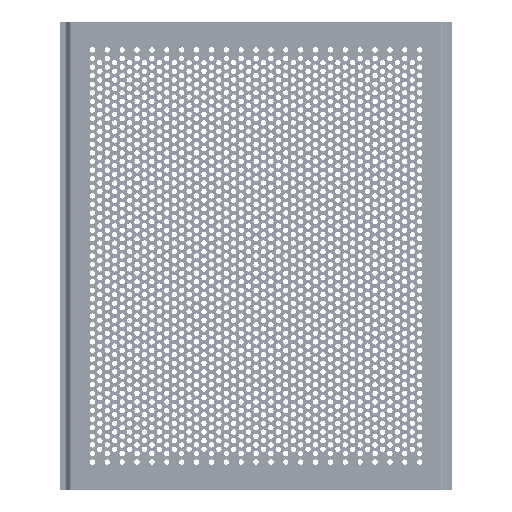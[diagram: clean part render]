
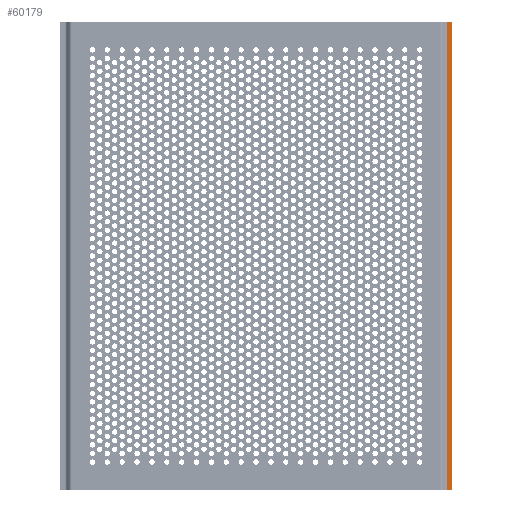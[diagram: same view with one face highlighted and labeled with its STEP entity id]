
A CAD part, top view. The second image highlights one B-rep face of the part: STEP entity #60179.
In plain terms, the highlighted planar face has unit normal (0, 0, 1).
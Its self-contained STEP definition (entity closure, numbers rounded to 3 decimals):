
#59965=CARTESIAN_POINT('',(88.914,109.0,-1.));
#59966=VERTEX_POINT('',#59965);
#59975=CARTESIAN_POINT('',(91.5,109.0,-1.));
#59976=VERTEX_POINT('',#59975);
#59977=CARTESIAN_POINT('',(91.5,109.0,-1.));
#59978=DIRECTION('',(-1.0,0.0,0.0));
#59979=VECTOR('',#59978,2.586);
#59980=LINE('',#59977,#59979);
#59981=EDGE_CURVE('',#59976,#59966,#59980,.T.);
#60005=CARTESIAN_POINT('',(88.914,-109.0,-1.));
#60006=VERTEX_POINT('',#60005);
#60007=CARTESIAN_POINT('',(88.914,-109.0,-1.));
#60008=DIRECTION('',(0.0,1.0,0.0));
#60009=VECTOR('',#60008,218.0);
#60010=LINE('',#60007,#60009);
#60011=EDGE_CURVE('',#60006,#59966,#60010,.T.);
#60108=CARTESIAN_POINT('',(91.5,-109.0,-1.));
#60109=VERTEX_POINT('',#60108);
#60116=CARTESIAN_POINT('',(88.914,-109.0,-1.));
#60117=DIRECTION('',(1.0,0.0,0.0));
#60118=VECTOR('',#60117,2.586);
#60119=LINE('',#60116,#60118);
#60120=EDGE_CURVE('',#60006,#60109,#60119,.T.);
#60163=CARTESIAN_POINT('',(88.374,0.,-1.));
#60164=DIRECTION('',(0.0,0.0,-1.0));
#60165=DIRECTION('',(-1.0,0.0,0.0));
#60166=AXIS2_PLACEMENT_3D('',#60163,#60164,#60165);
#60167=PLANE('',#60166);
#60168=ORIENTED_EDGE('',*,*,#60011,.F.);
#60169=ORIENTED_EDGE('',*,*,#60120,.T.);
#60170=CARTESIAN_POINT('',(91.5,-109.0,-1.));
#60171=DIRECTION('',(0.0,1.0,0.0));
#60172=VECTOR('',#60171,218.0);
#60173=LINE('',#60170,#60172);
#60174=EDGE_CURVE('',#60109,#59976,#60173,.T.);
#60175=ORIENTED_EDGE('',*,*,#60174,.T.);
#60176=ORIENTED_EDGE('',*,*,#59981,.T.);
#60177=EDGE_LOOP('',(#60168,#60169,#60175,#60176));
#60178=FACE_OUTER_BOUND('',#60177,.T.);
#60179=ADVANCED_FACE('',(#60178),#60167,.F.);
